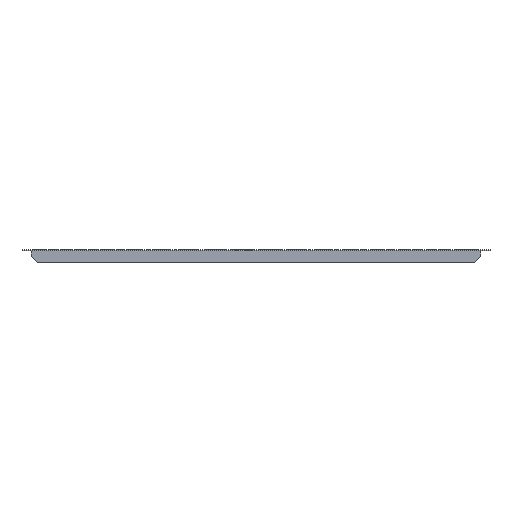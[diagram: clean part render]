
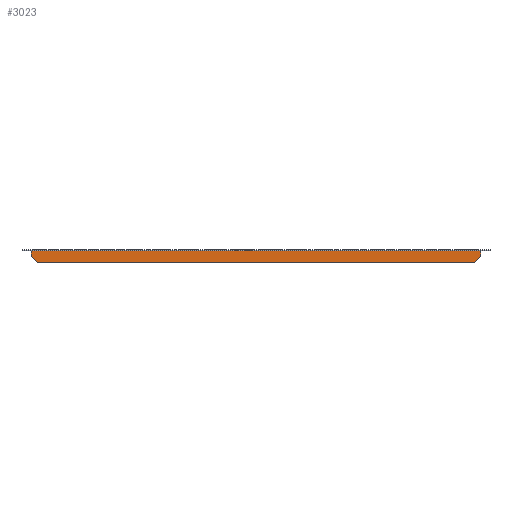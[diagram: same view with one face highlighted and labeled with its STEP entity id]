
A CAD part, front view. The second image highlights one B-rep face of the part: STEP entity #3023.
In plain terms, the highlighted planar face has unit normal (0, -1, 0).
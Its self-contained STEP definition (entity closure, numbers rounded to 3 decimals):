
#242 = CARTESIAN_POINT ( 'NONE',  ( 288., -32., -15. ) ) ;
#246 = ORIENTED_EDGE ( 'NONE', *, *, #16978, .T. ) ;
#949 = ORIENTED_EDGE ( 'NONE', *, *, #22358, .T. ) ;
#1039 = VECTOR ( 'NONE', #13001, 1000. ) ;
#1346 = CARTESIAN_POINT ( 'NONE',  ( 4., -32., -299. ) ) ;
#3023 = ADVANCED_FACE ( 'NONE', ( #19007 ), #20913, .F. ) ;
#3332 = DIRECTION ( 'NONE',  ( -1., 0., 0. ) ) ;
#3407 = DIRECTION ( 'NONE',  ( 0.707, 0., -0.707 ) ) ;
#4063 = VECTOR ( 'NONE', #3332, 1000. ) ;
#4352 = VERTEX_POINT ( 'NONE', #13531 ) ;
#5191 = CARTESIAN_POINT ( 'NONE',  ( -288., -32., 0. ) ) ;
#5882 = LINE ( 'NONE', #24505, #9307 ) ;
#6127 = DIRECTION ( 'NONE',  ( 0., 0., 1. ) ) ;
#6281 = VERTEX_POINT ( 'NONE', #22166 ) ;
#6938 = VECTOR ( 'NONE', #11415, 1000. ) ;
#7458 = LINE ( 'NONE', #22101, #4063 ) ;
#7492 = CARTESIAN_POINT ( 'NONE',  ( 288., -32., -7. ) ) ;
#7740 = CARTESIAN_POINT ( 'NONE',  ( 288., -32., 0. ) ) ;
#8621 = LINE ( 'NONE', #8755, #1039 ) ;
#8755 = CARTESIAN_POINT ( 'NONE',  ( -288., -32., -15. ) ) ;
#9307 = VECTOR ( 'NONE', #24637, 1000. ) ;
#9309 = LINE ( 'NONE', #1346, #11859 ) ;
#11415 = DIRECTION ( 'NONE',  ( 0.707, 0., 0.707 ) ) ;
#11859 = VECTOR ( 'NONE', #3407, 1000. ) ;
#12045 = AXIS2_PLACEMENT_3D ( 'NONE', #242, #18454, #6127 ) ;
#12929 = CARTESIAN_POINT ( 'NONE',  ( 284., -32., -11. ) ) ;
#13001 = DIRECTION ( 'NONE',  ( 0., 0., 1. ) ) ;
#13531 = CARTESIAN_POINT ( 'NONE',  ( -288., -32., -7. ) ) ;
#14654 = CARTESIAN_POINT ( 'NONE',  ( -280., -32., -15. ) ) ;
#15304 = VERTEX_POINT ( 'NONE', #7740 ) ;
#16098 = VECTOR ( 'NONE', #16874, 1000. ) ;
#16864 = ORIENTED_EDGE ( 'NONE', *, *, #20657, .T. ) ;
#16874 = DIRECTION ( 'NONE',  ( -1., 0., 0. ) ) ;
#16978 = EDGE_CURVE ( 'NONE', #15304, #20659, #18781, .T. ) ;
#17413 = ORIENTED_EDGE ( 'NONE', *, *, #18712, .F. ) ;
#17459 = VERTEX_POINT ( 'NONE', #14654 ) ;
#17562 = LINE ( 'NONE', #12929, #6938 ) ;
#18454 = DIRECTION ( 'NONE',  ( 0., 1., 0. ) ) ;
#18628 = ORIENTED_EDGE ( 'NONE', *, *, #23767, .F. ) ;
#18712 = EDGE_CURVE ( 'NONE', #6281, #17459, #7458, .T. ) ;
#18781 = LINE ( 'NONE', #25208, #16098 ) ;
#19007 = FACE_OUTER_BOUND ( 'NONE', #24152, .T. ) ;
#19856 = VERTEX_POINT ( 'NONE', #7492 ) ;
#20657 = EDGE_CURVE ( 'NONE', #4352, #17459, #9309, .T. ) ;
#20659 = VERTEX_POINT ( 'NONE', #5191 ) ;
#20913 = PLANE ( 'NONE',  #12045 ) ;
#22101 = CARTESIAN_POINT ( 'NONE',  ( 288., -32., -15. ) ) ;
#22166 = CARTESIAN_POINT ( 'NONE',  ( 280., -32., -15. ) ) ;
#22358 = EDGE_CURVE ( 'NONE', #19856, #15304, #5882, .T. ) ;
#23767 = EDGE_CURVE ( 'NONE', #4352, #20659, #8621, .T. ) ;
#24152 = EDGE_LOOP ( 'NONE', ( #18628, #16864, #17413, #26051, #949, #246 ) ) ;
#24505 = CARTESIAN_POINT ( 'NONE',  ( 288., -32., -15. ) ) ;
#24637 = DIRECTION ( 'NONE',  ( 0., 0., 1. ) ) ;
#25208 = CARTESIAN_POINT ( 'NONE',  ( 288., -32., 0. ) ) ;
#26051 = ORIENTED_EDGE ( 'NONE', *, *, #26299, .T. ) ;
#26299 = EDGE_CURVE ( 'NONE', #6281, #19856, #17562, .T. ) ;
